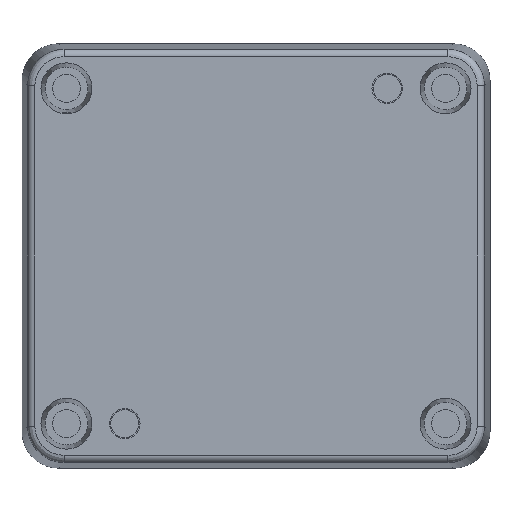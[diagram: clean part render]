
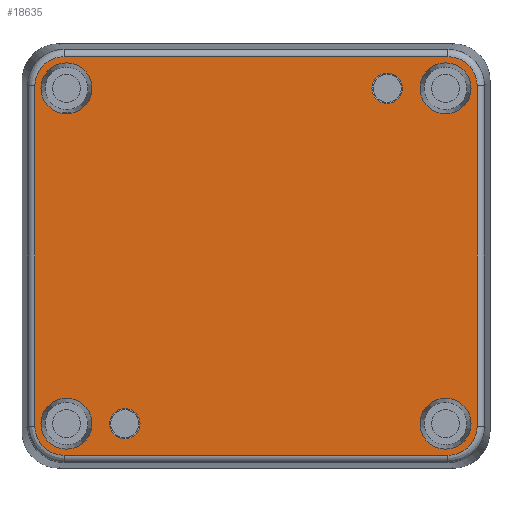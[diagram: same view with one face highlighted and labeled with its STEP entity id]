
A CAD part, front view. The second image highlights one B-rep face of the part: STEP entity #18635.
In plain terms, the highlighted planar face has unit normal (0, -1, 0).
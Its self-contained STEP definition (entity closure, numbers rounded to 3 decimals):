
#745=ELLIPSE('',#19875,4.003,4.);
#746=ELLIPSE('',#19876,4.003,4.);
#747=ELLIPSE('',#19877,4.003,4.);
#748=ELLIPSE('',#19878,4.003,4.);
#930=FACE_BOUND('',#2953,.T.);
#931=FACE_BOUND('',#2954,.T.);
#932=FACE_BOUND('',#2955,.T.);
#933=FACE_BOUND('',#2956,.T.);
#934=FACE_BOUND('',#2957,.T.);
#935=FACE_BOUND('',#2958,.T.);
#1749=FACE_OUTER_BOUND('',#2952,.T.);
#2952=EDGE_LOOP('',(#12837,#12838,#12839,#12840,#12841,#12842,#12843,#12844));
#2953=EDGE_LOOP('',(#12845));
#2954=EDGE_LOOP('',(#12846));
#2955=EDGE_LOOP('',(#12847));
#2956=EDGE_LOOP('',(#12848));
#2957=EDGE_LOOP('',(#12849));
#2958=EDGE_LOOP('',(#12850));
#4359=LINE('',#28127,#5795);
#4360=LINE('',#28131,#5796);
#4361=LINE('',#28135,#5797);
#4362=LINE('',#28139,#5798);
#5795=VECTOR('',#21661,52.673);
#5796=VECTOR('',#21664,46.673);
#5797=VECTOR('',#21667,52.673);
#5798=VECTOR('',#21670,46.673);
#7122=CIRCLE('',#19827,3.5);
#7153=CIRCLE('',#19879,3.5);
#7154=CIRCLE('',#19880,3.5);
#7155=CIRCLE('',#19881,3.5);
#7156=CIRCLE('',#19882,2.088);
#7157=CIRCLE('',#19883,2.088);
#8056=VERTEX_POINT('',#27941);
#8127=VERTEX_POINT('',#28125);
#8128=VERTEX_POINT('',#28126);
#8129=VERTEX_POINT('',#28128);
#8130=VERTEX_POINT('',#28130);
#8131=VERTEX_POINT('',#28132);
#8132=VERTEX_POINT('',#28134);
#8133=VERTEX_POINT('',#28136);
#8134=VERTEX_POINT('',#28138);
#8135=VERTEX_POINT('',#28141);
#8136=VERTEX_POINT('',#28143);
#8137=VERTEX_POINT('',#28145);
#8138=VERTEX_POINT('',#28147);
#8139=VERTEX_POINT('',#28149);
#9887=EDGE_CURVE('',#8056,#8056,#7122,.T.);
#9962=EDGE_CURVE('',#8127,#8128,#4359,.F.);
#9963=EDGE_CURVE('',#8128,#8129,#745,.F.);
#9964=EDGE_CURVE('',#8129,#8130,#4360,.F.);
#9965=EDGE_CURVE('',#8130,#8131,#746,.F.);
#9966=EDGE_CURVE('',#8131,#8132,#4361,.F.);
#9967=EDGE_CURVE('',#8132,#8133,#747,.F.);
#9968=EDGE_CURVE('',#8133,#8134,#4362,.F.);
#9969=EDGE_CURVE('',#8134,#8127,#748,.F.);
#9970=EDGE_CURVE('',#8135,#8135,#7153,.T.);
#9971=EDGE_CURVE('',#8136,#8136,#7154,.T.);
#9972=EDGE_CURVE('',#8137,#8137,#7155,.T.);
#9973=EDGE_CURVE('',#8138,#8138,#7156,.T.);
#9974=EDGE_CURVE('',#8139,#8139,#7157,.T.);
#12837=ORIENTED_EDGE('',*,*,#9962,.T.);
#12838=ORIENTED_EDGE('',*,*,#9963,.T.);
#12839=ORIENTED_EDGE('',*,*,#9964,.T.);
#12840=ORIENTED_EDGE('',*,*,#9965,.T.);
#12841=ORIENTED_EDGE('',*,*,#9966,.T.);
#12842=ORIENTED_EDGE('',*,*,#9967,.T.);
#12843=ORIENTED_EDGE('',*,*,#9968,.T.);
#12844=ORIENTED_EDGE('',*,*,#9969,.T.);
#12845=ORIENTED_EDGE('',*,*,#9970,.F.);
#12846=ORIENTED_EDGE('',*,*,#9971,.F.);
#12847=ORIENTED_EDGE('',*,*,#9972,.F.);
#12848=ORIENTED_EDGE('',*,*,#9887,.F.);
#12849=ORIENTED_EDGE('',*,*,#9973,.T.);
#12850=ORIENTED_EDGE('',*,*,#9974,.T.);
#18259=PLANE('',#19874);
#18635=ADVANCED_FACE('',(#1749,#930,#931,#932,#933,#934,#935),#18259,.F.);
#19827=AXIS2_PLACEMENT_3D('',#27942,#21529,#21530);
#19874=AXIS2_PLACEMENT_3D('',#28124,#21659,#21660);
#19875=AXIS2_PLACEMENT_3D('',#28129,#21662,#21663);
#19876=AXIS2_PLACEMENT_3D('',#28133,#21665,#21666);
#19877=AXIS2_PLACEMENT_3D('',#28137,#21668,#21669);
#19878=AXIS2_PLACEMENT_3D('',#28140,#21671,#21672);
#19879=AXIS2_PLACEMENT_3D('',#28142,#21673,#21674);
#19880=AXIS2_PLACEMENT_3D('',#28144,#21675,#21676);
#19881=AXIS2_PLACEMENT_3D('',#28146,#21677,#21678);
#19882=AXIS2_PLACEMENT_3D('',#28148,#21679,#21680);
#19883=AXIS2_PLACEMENT_3D('',#28150,#21681,#21682);
#21529=DIRECTION('center_axis',(0.,-1.,0.));
#21530=DIRECTION('ref_axis',(0.,0.,-1.));
#21659=DIRECTION('center_axis',(0.,1.,0.));
#21660=DIRECTION('ref_axis',(0.,0.,1.));
#21661=DIRECTION('',(1.,0.,0.));
#21662=DIRECTION('center_axis',(0.,1.,0.));
#21663=DIRECTION('ref_axis',(-0.707,0.,0.707));
#21664=DIRECTION('',(0.,0.,1.));
#21665=DIRECTION('center_axis',(0.,1.,0.));
#21666=DIRECTION('ref_axis',(-0.707,0.,-0.707));
#21667=DIRECTION('',(-1.,0.,0.));
#21668=DIRECTION('center_axis',(0.,1.,0.));
#21669=DIRECTION('ref_axis',(0.707,0.,-0.707));
#21670=DIRECTION('',(0.,0.,-1.));
#21671=DIRECTION('center_axis',(0.,1.,0.));
#21672=DIRECTION('ref_axis',(0.707,0.,0.707));
#21673=DIRECTION('center_axis',(0.,-1.,0.));
#21674=DIRECTION('ref_axis',(0.,0.,-1.));
#21675=DIRECTION('center_axis',(0.,-1.,0.));
#21676=DIRECTION('ref_axis',(0.,0.,-1.));
#21677=DIRECTION('center_axis',(0.,-1.,0.));
#21678=DIRECTION('ref_axis',(0.,0.,-1.));
#21679=DIRECTION('center_axis',(0.,1.,0.));
#21680=DIRECTION('ref_axis',(0.,0.,1.));
#21681=DIRECTION('center_axis',(0.,1.,0.));
#21682=DIRECTION('ref_axis',(0.,0.,1.));
#27941=CARTESIAN_POINT('',(-26.,-30.2,19.5));
#27942=CARTESIAN_POINT('Origin',(-26.,-30.2,23.));
#28124=CARTESIAN_POINT('Origin',(-32.1,-30.2,29.1));
#28125=CARTESIAN_POINT('',(26.336,-30.2,27.335));
#28126=CARTESIAN_POINT('',(-26.336,-30.2,27.335));
#28127=CARTESIAN_POINT('',(-26.336,-30.2,27.335));
#28128=CARTESIAN_POINT('',(-30.335,-30.2,23.336));
#28129=CARTESIAN_POINT('Origin',(-26.334,-30.2,23.334));
#28130=CARTESIAN_POINT('',(-30.335,-30.2,-23.336));
#28131=CARTESIAN_POINT('',(-30.335,-30.2,-23.336));
#28132=CARTESIAN_POINT('',(-26.336,-30.2,-27.335));
#28133=CARTESIAN_POINT('Origin',(-26.334,-30.2,-23.334));
#28134=CARTESIAN_POINT('',(26.336,-30.2,-27.335));
#28135=CARTESIAN_POINT('',(26.336,-30.2,-27.335));
#28136=CARTESIAN_POINT('',(30.335,-30.2,-23.336));
#28137=CARTESIAN_POINT('Origin',(26.334,-30.2,-23.334));
#28138=CARTESIAN_POINT('',(30.335,-30.2,23.336));
#28139=CARTESIAN_POINT('',(30.335,-30.2,23.336));
#28140=CARTESIAN_POINT('Origin',(26.334,-30.2,23.334));
#28141=CARTESIAN_POINT('',(26.,-30.2,-26.5));
#28142=CARTESIAN_POINT('Origin',(26.,-30.2,-23.));
#28143=CARTESIAN_POINT('',(26.,-30.2,19.5));
#28144=CARTESIAN_POINT('Origin',(26.,-30.2,23.));
#28145=CARTESIAN_POINT('',(-26.,-30.2,-26.5));
#28146=CARTESIAN_POINT('Origin',(-26.,-30.2,-23.));
#28147=CARTESIAN_POINT('',(18.,-30.2,25.088));
#28148=CARTESIAN_POINT('Origin',(18.,-30.2,23.));
#28149=CARTESIAN_POINT('',(-18.,-30.2,-20.912));
#28150=CARTESIAN_POINT('Origin',(-18.,-30.2,-23.));
